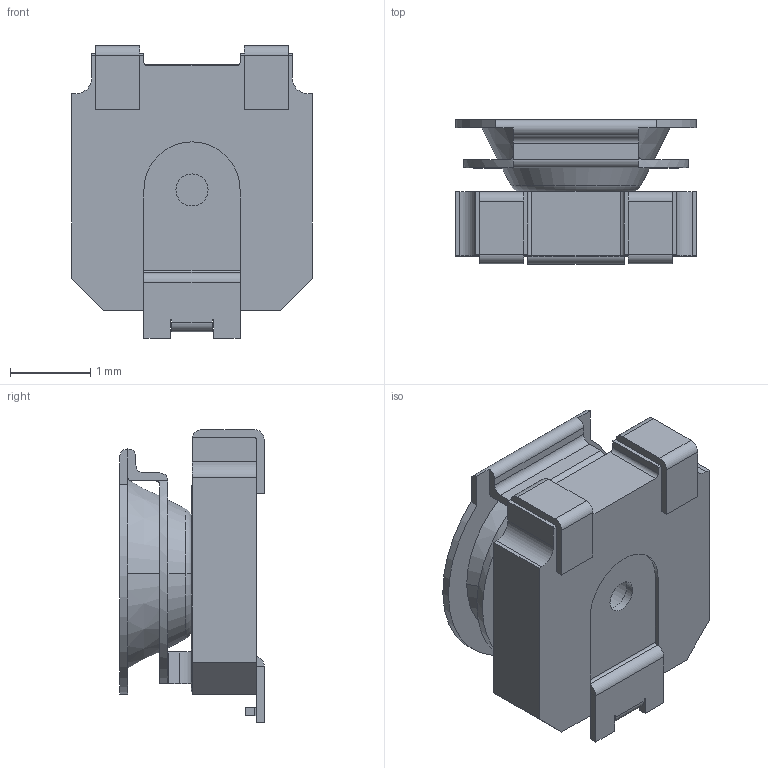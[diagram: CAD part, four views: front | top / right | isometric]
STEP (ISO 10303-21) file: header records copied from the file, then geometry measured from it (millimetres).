
FILE_DESCRIPTION((''),'2;1');
FILE_NAME('35W_SW0001','2013-05-20T',('BMozley'),(''),'PRO/ENGINEER BY PARAMETRIC TECHNOLOGY CORPORATION, 2013050','PRO/ENGINEER BY PARAMETRIC TECHNOLOGY CORPORATION, 2013050','');
FILE_SCHEMA(('CONFIG_CONTROL_DESIGN'));
Length unit declared in the file: millimetre
Products named in the file (1): 35W_SW0001
Bounding box: 3 x 1.8 x 3.65 mm (x, y, z)
Volume: 9.2 mm3; surface area: 62.9 mm2
Topology: 1 solids, 1 shells, 168 faces, 445 edges, 283 vertices
Faces by surface type: plane 93, cylinder 45, cone 18, bspline 8, torus 2, revolution 2
Entity records: 5607 total; most frequent: CARTESIAN_POINT 1441, ORIENTED_EDGE 886, DIRECTION 836, EDGE_CURVE 443, AXIS2_PLACEMENT_3D 293, VERTEX_POINT 283, VECTOR 248, LINE 248
